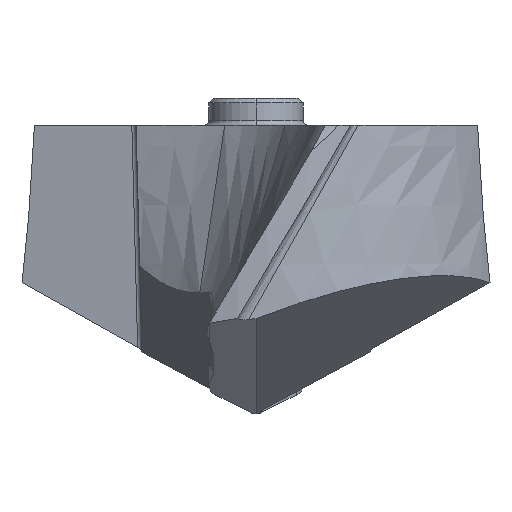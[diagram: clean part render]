
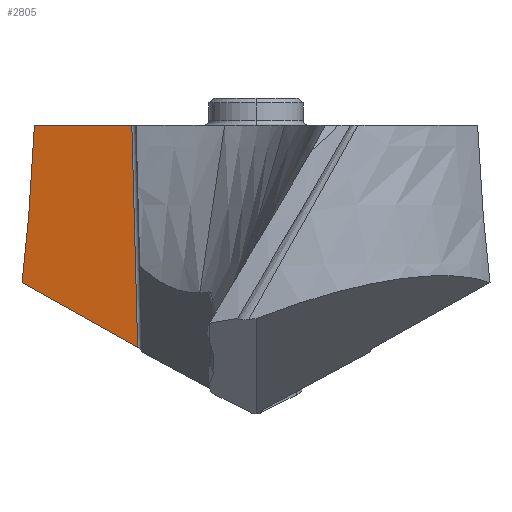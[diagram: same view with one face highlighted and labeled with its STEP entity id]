
A CAD part, left-side view. The second image highlights one B-rep face of the part: STEP entity #2805.
In plain terms, the highlighted planar face has unit normal (-0.925, 0.337, 0.174).
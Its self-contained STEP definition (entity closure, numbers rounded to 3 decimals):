
#279=DIRECTION('',(-0.342,-0.94,0.));
#280=VECTOR('',#279,3.28);
#281=CARTESIAN_POINT('',(4.308,7.011,0.));
#282=LINE('',#281,#280);
#292=CARTESIAN_POINT('',(4.308,7.011,0.));
#571=DIRECTION('',(0.379,0.808,0.451));
#572=VECTOR('',#571,4.528);
#573=CARTESIAN_POINT('',(1.799,3.745,-7.031));
#574=LINE('',#573,#572);
#1074=DIRECTION('',(-0.193,-0.026,-0.981));
#1075=VECTOR('',#1074,7.169);
#1076=CARTESIAN_POINT('',(3.186,3.929,
0.));
#1077=LINE('',#1076,#1075);
#1097=CARTESIAN_POINT('',(1.799,3.745,-7.031));
#1110=CARTESIAN_POINT('',(3.514,7.404,-4.989));
#1111=CARTESIAN_POINT('',(3.545,7.378,-4.776));
#1112=CARTESIAN_POINT('',(3.609,7.327,-4.335));
#1113=CARTESIAN_POINT('',(3.714,7.257,-3.639));
#1114=CARTESIAN_POINT('',(3.833,7.191,-2.88));
#1115=CARTESIAN_POINT('',(3.968,7.128,-2.039));
#1116=CARTESIAN_POINT('',(4.123,7.069,-1.095));
#1117=CARTESIAN_POINT('',(4.244,7.031,
-0.379));
#1118=CARTESIAN_POINT('',(4.308,7.011,0.));
#1457=VERTEX_POINT('',#292);
#1458=CARTESIAN_POINT('',(3.186,3.929,
0.));
#1459=VERTEX_POINT('',#1458);
#1526=VERTEX_POINT('',#1097);
#1527=CARTESIAN_POINT('',(3.514,7.404,-4.989));
#1528=VERTEX_POINT('',#1527);
#2793=CARTESIAN_POINT('',(-0.399,3.325,
-17.936));
#2794=DIRECTION('',(0.925,-0.337,-0.174));
#2795=DIRECTION('',(-0.326,-0.941,0.089));
#2796=AXIS2_PLACEMENT_3D('',#2793,#2794,#2795);
#2797=PLANE('',#2796);
#2799=ORIENTED_EDGE('',*,*,#2798,.T.);
#2800=ORIENTED_EDGE('',*,*,#1786,.T.);
#2801=ORIENTED_EDGE('',*,*,#2785,.T.);
#2802=ORIENTED_EDGE('',*,*,#2099,.T.);
#2803=EDGE_LOOP('',(#2799,#2800,#2801,#2802));
#2804=FACE_OUTER_BOUND('',#2803,.F.);
#1119=B_SPLINE_CURVE_WITH_KNOTS('',3,(#1110,#1111,#1112,#1113,#1114,#1115,#1116,
#1117,#1118),.UNSPECIFIED.,.F.,.F.,(4,1,1,1,1,1,4),(0.,0.167,
0.333,0.5,0.667,0.833,1.),
.UNSPECIFIED.);
#1786=EDGE_CURVE('',#1457,#1459,#282,.T.);
#2099=EDGE_CURVE('',#1526,#1528,#574,.T.);
#2785=EDGE_CURVE('',#1459,#1526,#1077,.T.);
#2798=EDGE_CURVE('',#1528,#1457,#1119,.T.);
#2805=ADVANCED_FACE('',(#2804),#2797,.F.);
